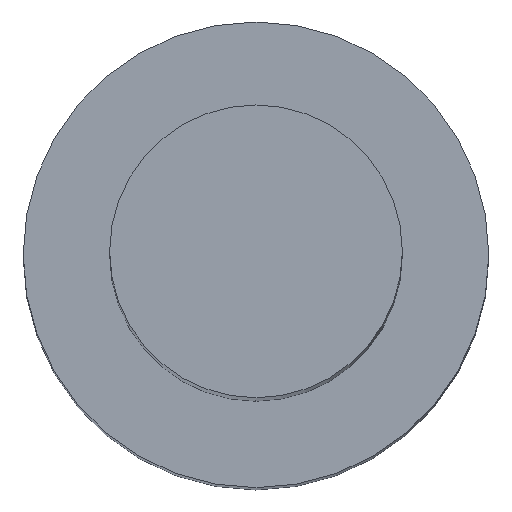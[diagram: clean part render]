
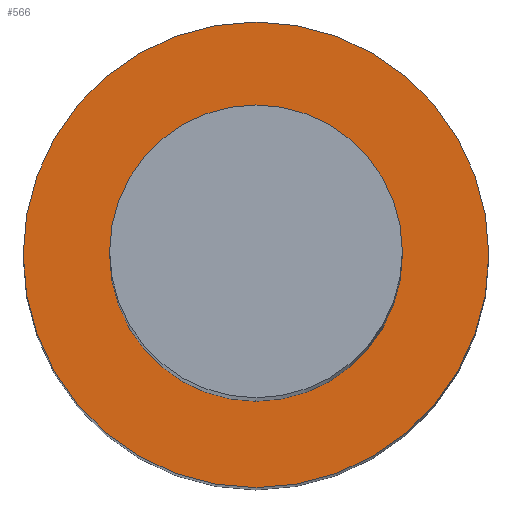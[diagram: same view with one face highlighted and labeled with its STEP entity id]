
A CAD part, top view. The second image highlights one B-rep face of the part: STEP entity #566.
In plain terms, the highlighted planar face has unit normal (0, 0, 1).
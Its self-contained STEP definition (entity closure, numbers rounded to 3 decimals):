
#159=CARTESIAN_POINT('',(-15.779,27.942,75.545));
#160=DIRECTION('',(0.,0.,-1.));
#161=DIRECTION('',(0.,1.,0.));
#162=AXIS2_PLACEMENT_3D('',#159,#160,#161);
#164=CARTESIAN_POINT('',(-15.779,27.942,75.545));
#165=DIRECTION('',(0.,0.,-1.));
#166=DIRECTION('',(0.,-1.,0.));
#167=AXIS2_PLACEMENT_3D('',#164,#165,#166);
#169=CARTESIAN_POINT('',(-15.779,27.942,75.545));
#170=DIRECTION('',(0.,0.,1.));
#171=DIRECTION('',(0.,1.,0.));
#172=AXIS2_PLACEMENT_3D('',#169,#170,#171);
#174=CARTESIAN_POINT('',(-15.779,27.942,75.545));
#175=DIRECTION('',(0.,0.,1.));
#176=DIRECTION('',(0.,-1.,0.));
#177=AXIS2_PLACEMENT_3D('',#174,#175,#176);
#237=CARTESIAN_POINT('',(-15.779,29.692,75.545));
#238=VERTEX_POINT('',#237);
#239=CARTESIAN_POINT('',(-15.779,26.192,75.545));
#240=VERTEX_POINT('',#239);
#241=CARTESIAN_POINT('',(-15.779,29.042,75.545));
#242=CARTESIAN_POINT('',(-15.779,26.842,75.545));
#243=VERTEX_POINT('',#241);
#244=VERTEX_POINT('',#242);
#551=CARTESIAN_POINT('',(-15.779,27.942,75.545));
#552=DIRECTION('',(0.,0.,1.));
#553=DIRECTION('',(0.,-1.,0.));
#554=AXIS2_PLACEMENT_3D('',#551,#552,#553);
#555=PLANE('',#554);
#556=ORIENTED_EDGE('',*,*,#519,.T.);
#557=ORIENTED_EDGE('',*,*,#537,.T.);
#558=EDGE_LOOP('',(#556,#557));
#559=FACE_OUTER_BOUND('',#558,.F.);
#561=ORIENTED_EDGE('',*,*,#560,.T.);
#563=ORIENTED_EDGE('',*,*,#562,.T.);
#564=EDGE_LOOP('',(#561,#563));
#565=FACE_BOUND('',#564,.F.);
#566=ADVANCED_FACE('',(#559,#565),#555,.T.);
#163=CIRCLE('',#162,1.75);
#168=CIRCLE('',#167,1.75);
#173=CIRCLE('',#172,1.1);
#178=CIRCLE('',#177,1.1);
#519=EDGE_CURVE('',#238,#240,#163,.T.);
#537=EDGE_CURVE('',#240,#238,#168,.T.);
#560=EDGE_CURVE('',#243,#244,#173,.T.);
#562=EDGE_CURVE('',#244,#243,#178,.T.);
